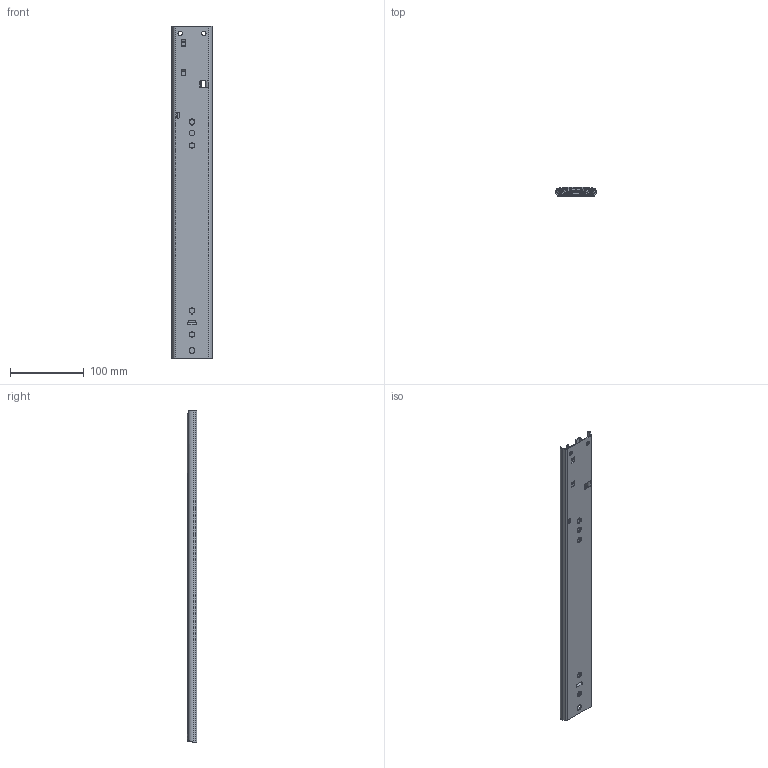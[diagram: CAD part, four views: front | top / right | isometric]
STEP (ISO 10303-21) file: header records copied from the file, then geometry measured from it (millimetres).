
FILE_DESCRIPTION(/* description */ ('Master Profielschetsen + Parameters'),/* implementation_level */ '2;1');
FILE_NAME(/* name */ '103-R94-02-in.stp',/* time_stamp */ '2015-05-06T11:52:44+02:00',/* author */ ('w.jans'),/* organization */ (''),/* preprocessor_version */ 'ST-DEVELOPER v15.6',/* originating_system */ 'Autodesk Inventor 2015',/* authorisation */ '');
FILE_SCHEMA (('AUTOMOTIVE_DESIGN { 1 0 10303 214 3 1 1 }'));
Length unit declared in the file: millimetre
Products named in the file (14): E000017678; E000017679; E000017690; E000017676; E000017687; E000017686; E000017681; E000017689; E000017682; E000017684; E000017685; E000017683; E000017688; E000017677
Assembly tree (63 placements, depth 3):
  E000017677
    E000017678
    E000017690
      E000017679
    E000017686
      E000017676
      E000017687  x28
    E000017689
      E000017681
    E000017685
      E000017682
      E000017684  x24
    E000017688
      E000017683
Bounding box: 55.3 x 12.75 x 450 mm (x, y, z)
Volume: 115875.1 mm3; surface area: 182138.7 mm2
Topology: 57 solids, 57 shells, 1328 faces, 4127 edges, 2952 vertices
Faces by surface type: plane 658, cylinder 564, sphere 52, cone 42, bspline 12
Full cylindrical faces by diameter (mm): 4.76 x24, 5.56 x28, 6 x2, 8 x4, 12 x2
Entity records: 46719 total; most frequent: CARTESIAN_POINT 10320, DIRECTION 7653, ORIENTED_EDGE 7434, EDGE_CURVE 3717, AXIS2_PLACEMENT_3D 2571, LINE 2511, VECTOR 2511, VERTEX_POINT 2460
